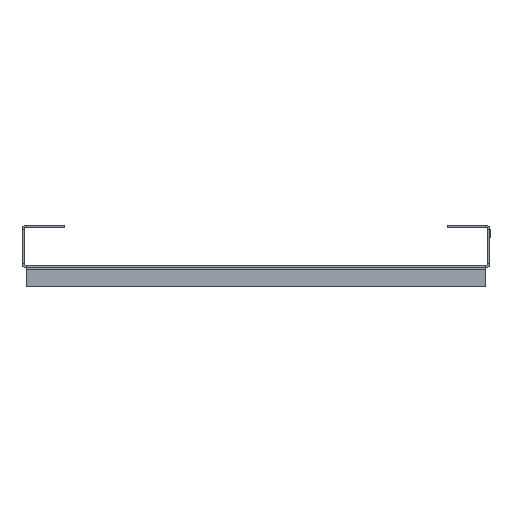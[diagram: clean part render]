
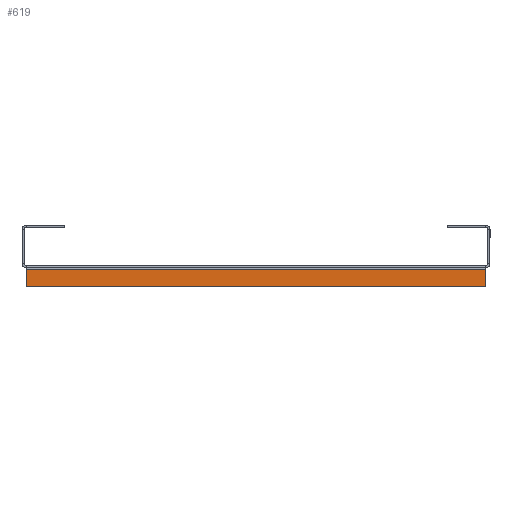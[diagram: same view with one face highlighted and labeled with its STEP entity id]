
A CAD part, left-side view. The second image highlights one B-rep face of the part: STEP entity #619.
In plain terms, the highlighted planar face has unit normal (-1, 0, 0).
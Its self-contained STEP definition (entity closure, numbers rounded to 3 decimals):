
#2 = DIRECTION ( 'NONE',  ( 0., 0., 1. ) ) ;
#69 = DIRECTION ( 'NONE',  ( 0., -1., 0. ) ) ;
#139 = DIRECTION ( 'NONE',  ( 1., 0., 0. ) ) ;
#146 = VERTEX_POINT ( 'NONE', #892 ) ;
#225 = CARTESIAN_POINT ( 'NONE',  ( 0., 0., -10. ) ) ;
#269 = LINE ( 'NONE', #1422, #387 ) ;
#274 = VERTEX_POINT ( 'NONE', #1679 ) ;
#296 = ORIENTED_EDGE ( 'NONE', *, *, #863, .T. ) ;
#387 = VECTOR ( 'NONE', #1254, 1000. ) ;
#405 = ORIENTED_EDGE ( 'NONE', *, *, #1358, .T. ) ;
#428 = EDGE_CURVE ( 'NONE', #146, #993, #567, .T. ) ;
#466 = CARTESIAN_POINT ( 'NONE',  ( 0., 0., 0. ) ) ;
#480 = CARTESIAN_POINT ( 'NONE',  ( 0., 0., 0. ) ) ;
#567 = LINE ( 'NONE', #225, #2188 ) ;
#578 = CARTESIAN_POINT ( 'NONE',  ( 0., 0., -2. ) ) ;
#619 = ADVANCED_FACE ( 'NONE', ( #1817 ), #2005, .F. ) ;
#863 = EDGE_CURVE ( 'NONE', #993, #274, #1021, .T. ) ;
#892 = CARTESIAN_POINT ( 'NONE',  ( 0., 216., -10. ) ) ;
#985 = EDGE_LOOP ( 'NONE', ( #1493, #405, #1283, #296 ) ) ;
#993 = VERTEX_POINT ( 'NONE', #1565 ) ;
#1021 = LINE ( 'NONE', #480, #1911 ) ;
#1202 = CARTESIAN_POINT ( 'NONE',  ( 0., 216., -2. ) ) ;
#1233 = DIRECTION ( 'NONE',  ( 0., -1., 0. ) ) ;
#1254 = DIRECTION ( 'NONE',  ( 0., 0., -1. ) ) ;
#1283 = ORIENTED_EDGE ( 'NONE', *, *, #428, .T. ) ;
#1358 = EDGE_CURVE ( 'NONE', #1629, #146, #269, .T. ) ;
#1418 = EDGE_CURVE ( 'NONE', #1629, #274, #1968, .T. ) ;
#1422 = CARTESIAN_POINT ( 'NONE',  ( 0., 216., 0. ) ) ;
#1493 = ORIENTED_EDGE ( 'NONE', *, *, #1418, .F. ) ;
#1565 = CARTESIAN_POINT ( 'NONE',  ( 0., 0., -10. ) ) ;
#1629 = VERTEX_POINT ( 'NONE', #1202 ) ;
#1637 = DIRECTION ( 'NONE',  ( 0., 0., -1. ) ) ;
#1642 = VECTOR ( 'NONE', #69, 1000. ) ;
#1679 = CARTESIAN_POINT ( 'NONE',  ( 0., 0., -2. ) ) ;
#1817 = FACE_OUTER_BOUND ( 'NONE', #985, .T. ) ;
#1911 = VECTOR ( 'NONE', #2, 1000. ) ;
#1920 = AXIS2_PLACEMENT_3D ( 'NONE', #466, #139, #1637 ) ;
#1968 = LINE ( 'NONE', #578, #1642 ) ;
#2005 = PLANE ( 'NONE',  #1920 ) ;
#2188 = VECTOR ( 'NONE', #1233, 1000. ) ;
